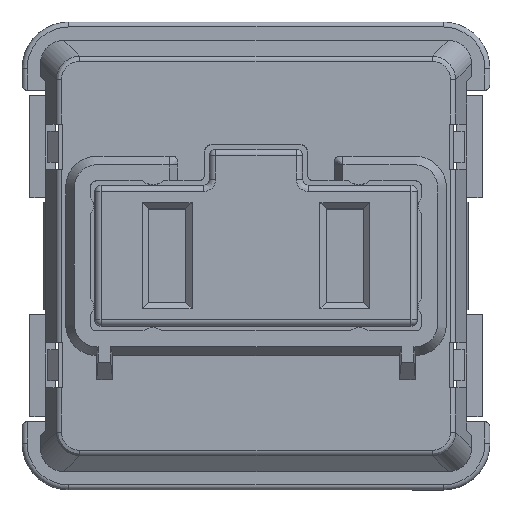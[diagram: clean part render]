
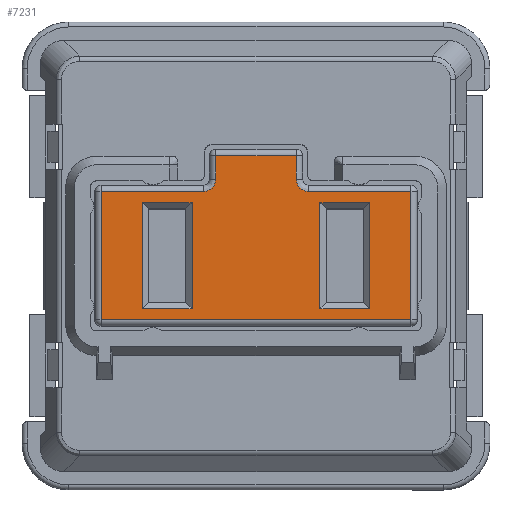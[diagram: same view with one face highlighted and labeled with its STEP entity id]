
A CAD part, top view. The second image highlights one B-rep face of the part: STEP entity #7231.
In plain terms, the highlighted planar face has unit normal (0, 0, 1).
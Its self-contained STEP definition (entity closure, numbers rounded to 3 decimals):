
#384=FACE_BOUND('',#813,.T.);
#385=FACE_BOUND('',#814,.T.);
#402=FACE_OUTER_BOUND('',#812,.T.);
#812=EDGE_LOOP('',(#4763,#4764,#4765,#4766,#4767,#4768,#4769,#4770,#4771,
#4772));
#813=EDGE_LOOP('',(#4773,#4774,#4775,#4776));
#814=EDGE_LOOP('',(#4777,#4778,#4779,#4780));
#1240=(
BOUNDED_CURVE()
B_SPLINE_CURVE(3,(#10302,#10303,#10304,#10305,#10306),.UNSPECIFIED.,.F.,
 .F.)
B_SPLINE_CURVE_WITH_KNOTS((4,1,4),(0.,0.314,0.628),
 .UNSPECIFIED.)
CURVE()
GEOMETRIC_REPRESENTATION_ITEM()
RATIONAL_B_SPLINE_CURVE((1.,1.,1.,1.,1.))
REPRESENTATION_ITEM('')
);
#1241=(
BOUNDED_CURVE()
B_SPLINE_CURVE(3,(#10314,#10315,#10316,#10317,#10318),.UNSPECIFIED.,.F.,
 .F.)
B_SPLINE_CURVE_WITH_KNOTS((4,1,4),(0.,0.314,0.628),
 .UNSPECIFIED.)
CURVE()
GEOMETRIC_REPRESENTATION_ITEM()
RATIONAL_B_SPLINE_CURVE((1.,1.,1.,1.,1.))
REPRESENTATION_ITEM('')
);
#1253=LINE('',#10294,#2112);
#1254=LINE('',#10296,#2113);
#1255=LINE('',#10298,#2114);
#1256=LINE('',#10300,#2115);
#1257=LINE('',#10308,#2116);
#1258=LINE('',#10310,#2117);
#1259=LINE('',#10312,#2118);
#1260=LINE('',#10319,#2119);
#1261=LINE('',#10322,#2120);
#1262=LINE('',#10324,#2121);
#1263=LINE('',#10326,#2122);
#1264=LINE('',#10327,#2123);
#1265=LINE('',#10330,#2124);
#1266=LINE('',#10332,#2125);
#1267=LINE('',#10334,#2126);
#1268=LINE('',#10335,#2127);
#2112=VECTOR('',#8253,10.);
#2113=VECTOR('',#8254,10.);
#2114=VECTOR('',#8255,10.);
#2115=VECTOR('',#8256,10.);
#2116=VECTOR('',#8257,10.);
#2117=VECTOR('',#8258,10.);
#2118=VECTOR('',#8259,10.);
#2119=VECTOR('',#8260,10.);
#2120=VECTOR('',#8261,10.);
#2121=VECTOR('',#8262,10.);
#2122=VECTOR('',#8263,10.);
#2123=VECTOR('',#8264,10.);
#2124=VECTOR('',#8265,10.);
#2125=VECTOR('',#8266,10.);
#2126=VECTOR('',#8267,10.);
#2127=VECTOR('',#8268,10.);
#2971=VERTEX_POINT('',#10292);
#2972=VERTEX_POINT('',#10293);
#2973=VERTEX_POINT('',#10295);
#2974=VERTEX_POINT('',#10297);
#2975=VERTEX_POINT('',#10299);
#2976=VERTEX_POINT('',#10301);
#2977=VERTEX_POINT('',#10307);
#2978=VERTEX_POINT('',#10309);
#2979=VERTEX_POINT('',#10311);
#2980=VERTEX_POINT('',#10313);
#2981=VERTEX_POINT('',#10320);
#2982=VERTEX_POINT('',#10321);
#2983=VERTEX_POINT('',#10323);
#2984=VERTEX_POINT('',#10325);
#2985=VERTEX_POINT('',#10328);
#2986=VERTEX_POINT('',#10329);
#2987=VERTEX_POINT('',#10331);
#2988=VERTEX_POINT('',#10333);
#3666=EDGE_CURVE('',#2971,#2972,#1253,.T.);
#3667=EDGE_CURVE('',#2973,#2971,#1254,.T.);
#3668=EDGE_CURVE('',#2974,#2973,#1255,.T.);
#3669=EDGE_CURVE('',#2975,#2974,#1256,.T.);
#3670=EDGE_CURVE('',#2975,#2976,#1240,.T.);
#3671=EDGE_CURVE('',#2977,#2976,#1257,.T.);
#3672=EDGE_CURVE('',#2978,#2977,#1258,.T.);
#3673=EDGE_CURVE('',#2979,#2978,#1259,.T.);
#3674=EDGE_CURVE('',#2979,#2980,#1241,.T.);
#3675=EDGE_CURVE('',#2972,#2980,#1260,.T.);
#3676=EDGE_CURVE('',#2981,#2982,#1261,.T.);
#3677=EDGE_CURVE('',#2982,#2983,#1262,.T.);
#3678=EDGE_CURVE('',#2983,#2984,#1263,.T.);
#3679=EDGE_CURVE('',#2984,#2981,#1264,.T.);
#3680=EDGE_CURVE('',#2985,#2986,#1265,.T.);
#3681=EDGE_CURVE('',#2986,#2987,#1266,.T.);
#3682=EDGE_CURVE('',#2987,#2988,#1267,.T.);
#3683=EDGE_CURVE('',#2988,#2985,#1268,.T.);
#4763=ORIENTED_EDGE('',*,*,#3666,.F.);
#4764=ORIENTED_EDGE('',*,*,#3667,.F.);
#4765=ORIENTED_EDGE('',*,*,#3668,.F.);
#4766=ORIENTED_EDGE('',*,*,#3669,.F.);
#4767=ORIENTED_EDGE('',*,*,#3670,.T.);
#4768=ORIENTED_EDGE('',*,*,#3671,.F.);
#4769=ORIENTED_EDGE('',*,*,#3672,.F.);
#4770=ORIENTED_EDGE('',*,*,#3673,.F.);
#4771=ORIENTED_EDGE('',*,*,#3674,.T.);
#4772=ORIENTED_EDGE('',*,*,#3675,.F.);
#4773=ORIENTED_EDGE('',*,*,#3676,.T.);
#4774=ORIENTED_EDGE('',*,*,#3677,.T.);
#4775=ORIENTED_EDGE('',*,*,#3678,.T.);
#4776=ORIENTED_EDGE('',*,*,#3679,.T.);
#4777=ORIENTED_EDGE('',*,*,#3680,.T.);
#4778=ORIENTED_EDGE('',*,*,#3681,.T.);
#4779=ORIENTED_EDGE('',*,*,#3682,.T.);
#4780=ORIENTED_EDGE('',*,*,#3683,.T.);
#6957=PLANE('',#7659);
#7231=ADVANCED_FACE('',(#402,#384,#385),#6957,.T.);
#7659=AXIS2_PLACEMENT_3D('',#10291,#8251,#8252);
#8251=DIRECTION('center_axis',(0.,0.,
1.));
#8252=DIRECTION('ref_axis',(1.,0.,0.));
#8253=DIRECTION('',(0.,1.,0.));
#8254=DIRECTION('',(-1.,0.,0.));
#8255=DIRECTION('',(0.,-1.,0.));
#8256=DIRECTION('',(1.,0.,0.));
#8257=DIRECTION('',(0.,-1.,0.));
#8258=DIRECTION('',(1.,0.,0.));
#8259=DIRECTION('',(0.,1.,0.));
#8260=DIRECTION('',(1.,0.,0.));
#8261=DIRECTION('',(1.,0.,0.));
#8262=DIRECTION('',(0.,-1.,0.));
#8263=DIRECTION('',(-1.,0.,0.));
#8264=DIRECTION('',(0.,1.,0.));
#8265=DIRECTION('',(0.,-1.,0.));
#8266=DIRECTION('',(-1.,0.,0.));
#8267=DIRECTION('',(0.,1.,0.));
#8268=DIRECTION('',(1.,0.,0.));
#10291=CARTESIAN_POINT('Origin',(4.966,5.962,7.996));
#10292=CARTESIAN_POINT('',(-4.966,0.699,7.996));
#10293=CARTESIAN_POINT('',(-4.966,4.805,7.996));
#10294=CARTESIAN_POINT('',(-4.966,0.699,7.996));
#10295=CARTESIAN_POINT('',(4.966,0.699,7.996));
#10296=CARTESIAN_POINT('',(4.966,0.699,7.996));
#10297=CARTESIAN_POINT('',(4.966,4.805,7.996));
#10298=CARTESIAN_POINT('',(4.966,4.805,7.996));
#10299=CARTESIAN_POINT('',(1.692,4.805,7.996));
#10300=CARTESIAN_POINT('',(1.692,4.805,7.996));
#10301=CARTESIAN_POINT('',(1.292,5.205,7.996));
#10302=CARTESIAN_POINT('Ctrl Pts',(1.692,4.805,7.996));
#10303=CARTESIAN_POINT('Ctrl Pts',(1.587,4.804,7.996));
#10304=CARTESIAN_POINT('Ctrl Pts',(1.379,4.892,7.996));
#10305=CARTESIAN_POINT('Ctrl Pts',(1.291,5.1,7.996));
#10306=CARTESIAN_POINT('Ctrl Pts',(1.292,5.205,7.996));
#10307=CARTESIAN_POINT('',(1.292,5.962,7.996));
#10308=CARTESIAN_POINT('',(1.292,5.962,7.996));
#10309=CARTESIAN_POINT('',(-1.292,5.962,7.996));
#10310=CARTESIAN_POINT('',(-1.292,5.962,7.996));
#10311=CARTESIAN_POINT('',(-1.292,5.205,7.996));
#10312=CARTESIAN_POINT('',(-1.292,5.205,7.996));
#10313=CARTESIAN_POINT('',(-1.692,4.805,7.996));
#10314=CARTESIAN_POINT('Ctrl Pts',(-1.292,5.205,7.996));
#10315=CARTESIAN_POINT('Ctrl Pts',(-1.291,5.1,7.996));
#10316=CARTESIAN_POINT('Ctrl Pts',(-1.379,4.892,7.996));
#10317=CARTESIAN_POINT('Ctrl Pts',(-1.587,4.804,7.996));
#10318=CARTESIAN_POINT('Ctrl Pts',(-1.692,4.805,7.996));
#10319=CARTESIAN_POINT('',(-4.966,4.805,7.996));
#10320=CARTESIAN_POINT('',(2.05,4.452,7.996));
#10321=CARTESIAN_POINT('',(3.65,4.452,7.996));
#10322=CARTESIAN_POINT('',(2.05,4.452,7.996));
#10323=CARTESIAN_POINT('',(3.65,1.052,7.996));
#10324=CARTESIAN_POINT('',(3.65,4.452,7.996));
#10325=CARTESIAN_POINT('',(2.05,1.052,7.996));
#10326=CARTESIAN_POINT('',(3.65,1.052,7.996));
#10327=CARTESIAN_POINT('',(2.05,1.052,7.996));
#10328=CARTESIAN_POINT('',(-2.05,4.452,7.996));
#10329=CARTESIAN_POINT('',(-2.05,1.052,7.996));
#10330=CARTESIAN_POINT('',(-2.05,4.452,7.996));
#10331=CARTESIAN_POINT('',(-3.65,1.052,7.996));
#10332=CARTESIAN_POINT('',(-2.05,1.052,7.996));
#10333=CARTESIAN_POINT('',(-3.65,4.452,7.996));
#10334=CARTESIAN_POINT('',(-3.65,1.052,7.996));
#10335=CARTESIAN_POINT('',(-3.65,4.452,7.996));
